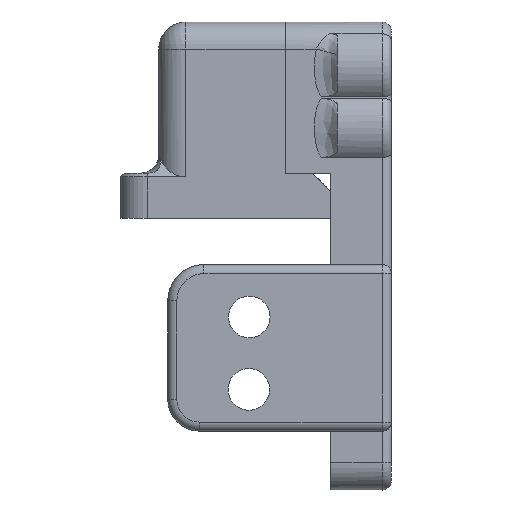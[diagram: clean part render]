
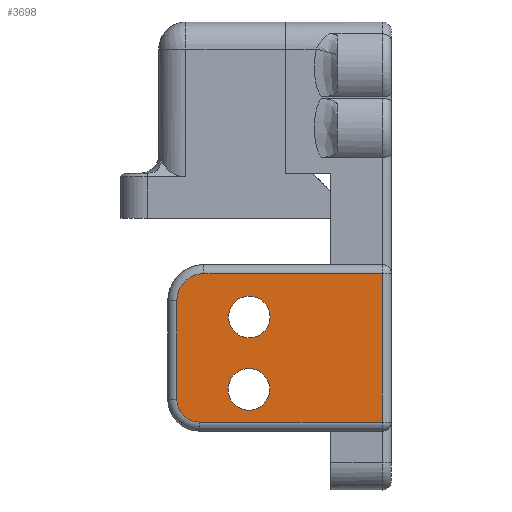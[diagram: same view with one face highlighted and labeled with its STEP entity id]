
A CAD part, left-side view. The second image highlights one B-rep face of the part: STEP entity #3698.
In plain terms, the highlighted planar face has unit normal (-1, 0, 0).
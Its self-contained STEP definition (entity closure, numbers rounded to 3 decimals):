
#122=FACE_BOUND('',#1243,.T.);
#123=FACE_BOUND('',#1244,.T.);
#304=LINE('',#6097,#638);
#305=LINE('',#6099,#639);
#306=LINE('',#6101,#640);
#307=LINE('',#6105,#641);
#638=VECTOR('',#4768,10.);
#639=VECTOR('',#4769,10.);
#640=VECTOR('',#4770,10.);
#641=VECTOR('',#4773,10.);
#848=PLANE('',#4017);
#1014=FACE_OUTER_BOUND('',#1242,.T.);
#1242=EDGE_LOOP('',(#2990,#2991,#2992,#2993,#2994,#2995));
#1243=EDGE_LOOP('',(#2996));
#1244=EDGE_LOOP('',(#2997));
#1451=CIRCLE('',#4016,2.3);
#1452=CIRCLE('',#4018,3.);
#1453=CIRCLE('',#4019,2.5);
#1454=CIRCLE('',#4020,2.3);
#1773=VERTEX_POINT('',#6091);
#1774=VERTEX_POINT('',#6095);
#1775=VERTEX_POINT('',#6096);
#1776=VERTEX_POINT('',#6098);
#1777=VERTEX_POINT('',#6100);
#1778=VERTEX_POINT('',#6102);
#1779=VERTEX_POINT('',#6104);
#1780=VERTEX_POINT('',#6107);
#2213=EDGE_CURVE('',#1773,#1773,#1451,.F.);
#2215=EDGE_CURVE('',#1774,#1775,#304,.T.);
#2216=EDGE_CURVE('',#1776,#1774,#305,.T.);
#2217=EDGE_CURVE('',#1777,#1776,#306,.T.);
#2218=EDGE_CURVE('',#1778,#1777,#1452,.T.);
#2219=EDGE_CURVE('',#1779,#1778,#307,.T.);
#2220=EDGE_CURVE('',#1775,#1779,#1453,.T.);
#2221=EDGE_CURVE('',#1780,#1780,#1454,.T.);
#2990=ORIENTED_EDGE('',*,*,#2215,.F.);
#2991=ORIENTED_EDGE('',*,*,#2216,.F.);
#2992=ORIENTED_EDGE('',*,*,#2217,.F.);
#2993=ORIENTED_EDGE('',*,*,#2218,.F.);
#2994=ORIENTED_EDGE('',*,*,#2219,.F.);
#2995=ORIENTED_EDGE('',*,*,#2220,.F.);
#2996=ORIENTED_EDGE('',*,*,#2213,.T.);
#2997=ORIENTED_EDGE('',*,*,#2221,.F.);
#3698=ADVANCED_FACE('',(#1014,#122,#123),#848,.F.);
#4016=AXIS2_PLACEMENT_3D('',#6092,#4763,#4764);
#4017=AXIS2_PLACEMENT_3D('',#6094,#4766,#4767);
#4018=AXIS2_PLACEMENT_3D('',#6103,#4771,#4772);
#4019=AXIS2_PLACEMENT_3D('',#6106,#4774,#4775);
#4020=AXIS2_PLACEMENT_3D('',#6108,#4776,#4777);
#4763=DIRECTION('center_axis',(-1.,0.,
0.));
#4764=DIRECTION('ref_axis',(0.,-1.,0.));
#4766=DIRECTION('center_axis',(1.,0.,0.));
#4767=DIRECTION('ref_axis',(0.,-1.,0.));
#4768=DIRECTION('',(0.,1.,0.));
#4769=DIRECTION('',(0.,0.,-1.));
#4770=DIRECTION('',(0.,-1.,0.));
#4771=DIRECTION('center_axis',(1.,0.,0.));
#4772=DIRECTION('ref_axis',(0.,0.707,0.707));
#4773=DIRECTION('',(0.,0.,1.));
#4774=DIRECTION('center_axis',(1.,0.,0.));
#4775=DIRECTION('ref_axis',(0.,0.707,-0.707));
#4776=DIRECTION('center_axis',(-1.,0.,
0.));
#4777=DIRECTION('ref_axis',(0.,-1.,0.));
#6091=CARTESIAN_POINT('',(263.,391.117,95.61));
#6092=CARTESIAN_POINT('Origin',(263.,388.817,95.61));
#6094=CARTESIAN_POINT('Origin',(263.,388.779,101.));
#6095=CARTESIAN_POINT('',(263.,374.067,92.));
#6096=CARTESIAN_POINT('',(263.,394.279,92.));
#6097=CARTESIAN_POINT('',(263.,388.779,92.));
#6098=CARTESIAN_POINT('',(263.,374.067,108.4));
#6099=CARTESIAN_POINT('',(263.,374.067,110.249));
#6100=CARTESIAN_POINT('',(263.,393.779,108.4));
#6101=CARTESIAN_POINT('',(263.,388.779,108.4));
#6102=CARTESIAN_POINT('',(263.,396.779,105.4));
#6103=CARTESIAN_POINT('Origin',(263.,393.779,105.4));
#6104=CARTESIAN_POINT('',(263.,396.779,94.5));
#6105=CARTESIAN_POINT('',(263.,396.779,101.));
#6106=CARTESIAN_POINT('Origin',(263.,394.279,94.5));
#6107=CARTESIAN_POINT('',(263.,391.08,103.61));
#6108=CARTESIAN_POINT('Origin',(263.,388.78,103.61));
